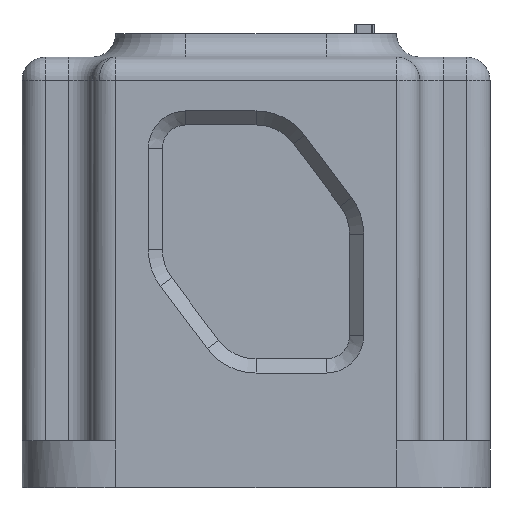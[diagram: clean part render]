
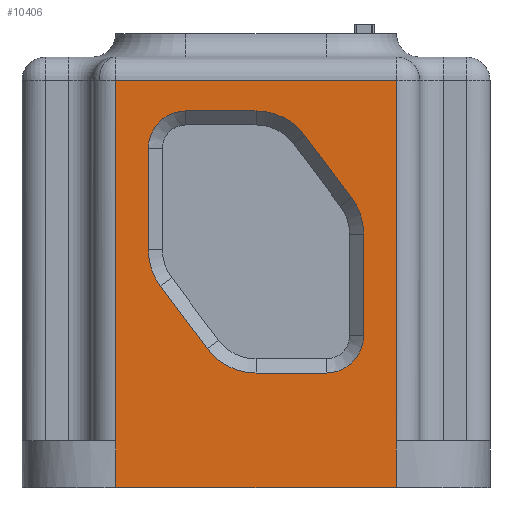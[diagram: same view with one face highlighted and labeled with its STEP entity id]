
A CAD part, left-side view. The second image highlights one B-rep face of the part: STEP entity #10406.
In plain terms, the highlighted planar face has unit normal (-1, 0, 0).
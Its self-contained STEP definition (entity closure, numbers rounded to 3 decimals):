
#80 = LINE ( 'NONE', #5219, #6133 ) ;
#155 = CARTESIAN_POINT ( 'NONE',  ( -50., -15., 17. ) ) ;
#292 = EDGE_LOOP ( 'NONE', ( #3735, #8672, #2192, #6382, #8868, #10332 ) ) ;
#328 = CARTESIAN_POINT ( 'NONE',  ( -50., 10.4, 14.2 ) ) ;
#360 = CARTESIAN_POINT ( 'NONE',  ( -50., -36.12, 78.62 ) ) ;
#459 = EDGE_CURVE ( 'NONE', #8110, #5754, #1410, .T. ) ;
#527 = CARTESIAN_POINT ( 'NONE',  ( -50., -30., 71.5 ) ) ;
#584 = LINE ( 'NONE', #2156, #4810 ) ;
#612 = CARTESIAN_POINT ( 'NONE',  ( -50., 10., 35.333 ) ) ;
#801 = CARTESIAN_POINT ( 'NONE',  ( -50., 23., 35.333 ) ) ;
#813 = DIRECTION ( 'NONE',  ( 0., 0.6, 0.8 ) ) ;
#979 = EDGE_CURVE ( 'NONE', #2333, #2174, #2330, .T. ) ;
#982 = EDGE_CURVE ( 'NONE', #2174, #11005, #9413, .T. ) ;
#1003 = EDGE_CURVE ( 'NONE', #4336, #2333, #3754, .T. ) ;
#1005 = CARTESIAN_POINT ( 'NONE',  ( -50., -30., 71.5 ) ) ;
#1056 = EDGE_CURVE ( 'NONE', #7902, #11005, #5943, .T. ) ;
#1088 = CARTESIAN_POINT ( 'NONE',  ( -50., 0., 9. ) ) ;
#1100 = CIRCLE ( 'NONE', #7677, 13. ) ;
#1118 = ORIENTED_EDGE ( 'NONE', *, *, #982, .T. ) ;
#1158 = DIRECTION ( 'NONE',  ( 0., 0., 1. ) ) ;
#1195 = ORIENTED_EDGE ( 'NONE', *, *, #4883, .F. ) ;
#1221 = VERTEX_POINT ( 'NONE', #6277 ) ;
#1303 = CARTESIAN_POINT ( 'NONE',  ( -50., 30., 11.5 ) ) ;
#1313 = CARTESIAN_POINT ( 'NONE',  ( -50., 30., -5.5 ) ) ;
#1368 = DIRECTION ( 'NONE',  ( -1., 0., 0. ) ) ;
#1405 = ORIENTED_EDGE ( 'NONE', *, *, #459, .F. ) ;
#1410 = LINE ( 'NONE', #4653, #1959 ) ;
#1571 = DIRECTION ( 'NONE',  ( 0., 0., -1. ) ) ;
#1654 = CARTESIAN_POINT ( 'NONE',  ( -50., 23., 57. ) ) ;
#1718 = EDGE_CURVE ( 'NONE', #1827, #10474, #5919, .T. ) ;
#1779 = VECTOR ( 'NONE', #3021, 1000. ) ;
#1827 = VERTEX_POINT ( 'NONE', #4480 ) ;
#1959 = VECTOR ( 'NONE', #8976, 1000. ) ;
#2156 = CARTESIAN_POINT ( 'NONE',  ( -50., 0., 9. ) ) ;
#2169 = LINE ( 'NONE', #4843, #3086 ) ;
#2174 = VERTEX_POINT ( 'NONE', #3576 ) ;
#2192 = ORIENTED_EDGE ( 'NONE', *, *, #9961, .T. ) ;
#2218 = CIRCLE ( 'NONE', #6484, 13. ) ;
#2234 = EDGE_CURVE ( 'NONE', #4849, #1827, #8634, .T. ) ;
#2277 = ORIENTED_EDGE ( 'NONE', *, *, #4204, .T. ) ;
#2330 = LINE ( 'NONE', #3848, #1779 ) ;
#2333 = VERTEX_POINT ( 'NONE', #8068 ) ;
#2416 = CIRCLE ( 'NONE', #4740, 8. ) ;
#2573 = CARTESIAN_POINT ( 'NONE',  ( -50., -15., 9. ) ) ;
#2648 = EDGE_CURVE ( 'NONE', #10474, #5269, #6543, .T. ) ;
#3021 = DIRECTION ( 'NONE',  ( 0., -1., 0. ) ) ;
#3062 = FACE_BOUND ( 'NONE', #7045, .T. ) ;
#3086 = VECTOR ( 'NONE', #10661, 1000. ) ;
#3157 = DIRECTION ( 'NONE',  ( 0., 0., -1. ) ) ;
#3300 = VERTEX_POINT ( 'NONE', #801 ) ;
#3409 = CARTESIAN_POINT ( 'NONE',  ( -50., -23., 17. ) ) ;
#3571 = AXIS2_PLACEMENT_3D ( 'NONE', #9496, #10320, #7101 ) ;
#3576 = CARTESIAN_POINT ( 'NONE',  ( -50., 0., 65. ) ) ;
#3735 = ORIENTED_EDGE ( 'NONE', *, *, #1718, .T. ) ;
#3754 = CIRCLE ( 'NONE', #9949, 8. ) ;
#3821 = VECTOR ( 'NONE', #3157, 1000. ) ;
#3848 = CARTESIAN_POINT ( 'NONE',  ( -50., -18.06, 65. ) ) ;
#3909 = DIRECTION ( 'NONE',  ( 1., 0., 0. ) ) ;
#3968 = EDGE_CURVE ( 'NONE', #1221, #8274, #7081, .T. ) ;
#3975 = VECTOR ( 'NONE', #6669, 1000. ) ;
#4059 = EDGE_CURVE ( 'NONE', #1221, #3300, #2218, .T. ) ;
#4204 = EDGE_CURVE ( 'NONE', #8110, #5483, #2416, .T. ) ;
#4336 = VERTEX_POINT ( 'NONE', #7028 ) ;
#4414 = DIRECTION ( 'NONE',  ( 0., 1., 0. ) ) ;
#4480 = CARTESIAN_POINT ( 'NONE',  ( -50., 30., 71.5 ) ) ;
#4498 = ORIENTED_EDGE ( 'NONE', *, *, #10100, .F. ) ;
#4613 = PLANE ( 'NONE',  #5385 ) ;
#4653 = CARTESIAN_POINT ( 'NONE',  ( -50., -23., 17. ) ) ;
#4740 = AXIS2_PLACEMENT_3D ( 'NONE', #155, #7619, #6855 ) ;
#4787 = EDGE_CURVE ( 'NONE', #9273, #7512, #5275, .T. ) ;
#4810 = VECTOR ( 'NONE', #7276, 1000. ) ;
#4843 = CARTESIAN_POINT ( 'NONE',  ( -50., 12., -15.5 ) ) ;
#4849 = VERTEX_POINT ( 'NONE', #527 ) ;
#4883 = EDGE_CURVE ( 'NONE', #7400, #5483, #584, .T. ) ;
#4955 = CARTESIAN_POINT ( 'NONE',  ( -50., -20.4, 46.467 ) ) ;
#5056 = LINE ( 'NONE', #1654, #3975 ) ;
#5156 = ORIENTED_EDGE ( 'NONE', *, *, #9477, .T. ) ;
#5219 = CARTESIAN_POINT ( 'NONE',  ( -50., -30., 11.5 ) ) ;
#5269 = VERTEX_POINT ( 'NONE', #6628 ) ;
#5275 = LINE ( 'NONE', #7893, #7086 ) ;
#5385 = AXIS2_PLACEMENT_3D ( 'NONE', #360, #1368, #8104 ) ;
#5483 = VERTEX_POINT ( 'NONE', #2573 ) ;
#5507 = ORIENTED_EDGE ( 'NONE', *, *, #7457, .T. ) ;
#5648 = EDGE_CURVE ( 'NONE', #7512, #4849, #80, .T. ) ;
#5731 = DIRECTION ( 'NONE',  ( 0., 1., 0. ) ) ;
#5754 = VERTEX_POINT ( 'NONE', #8815 ) ;
#5786 = DIRECTION ( 'NONE',  ( 1., 0., 0. ) ) ;
#5919 = LINE ( 'NONE', #5975, #9606 ) ;
#5943 = LINE ( 'NONE', #4955, #10650 ) ;
#5975 = CARTESIAN_POINT ( 'NONE',  ( -50., 30., 71.5 ) ) ;
#6133 = VECTOR ( 'NONE', #9498, 1000. ) ;
#6277 = CARTESIAN_POINT ( 'NONE',  ( -50., 20.4, 27.533 ) ) ;
#6382 = ORIENTED_EDGE ( 'NONE', *, *, #4787, .T. ) ;
#6410 = CIRCLE ( 'NONE', #3571, 13. ) ;
#6457 = CARTESIAN_POINT ( 'NONE',  ( -50., 15., 57. ) ) ;
#6479 = CARTESIAN_POINT ( 'NONE',  ( -50., -20.4, 46.467 ) ) ;
#6484 = AXIS2_PLACEMENT_3D ( 'NONE', #612, #5786, #5731 ) ;
#6543 = LINE ( 'NONE', #1303, #3821 ) ;
#6628 = CARTESIAN_POINT ( 'NONE',  ( -50., 30., -15.5 ) ) ;
#6655 = VECTOR ( 'NONE', #8845, 1000. ) ;
#6669 = DIRECTION ( 'NONE',  ( 0., 0., -1. ) ) ;
#6855 = DIRECTION ( 'NONE',  ( 0., 0., -1. ) ) ;
#7028 = CARTESIAN_POINT ( 'NONE',  ( -50., 23., 57. ) ) ;
#7045 = EDGE_LOOP ( 'NONE', ( #9293, #1118, #8231, #5156, #1405, #2277, #1195, #5507, #10324, #9553, #4498, #8734 ) ) ;
#7081 = LINE ( 'NONE', #9692, #6655 ) ;
#7086 = VECTOR ( 'NONE', #1158, 1000. ) ;
#7101 = DIRECTION ( 'NONE',  ( 0., 0.8, -0.6 ) ) ;
#7273 = FACE_OUTER_BOUND ( 'NONE', #292, .T. ) ;
#7276 = DIRECTION ( 'NONE',  ( 0., -1., 0. ) ) ;
#7294 = DIRECTION ( 'NONE',  ( 0., -1., 0. ) ) ;
#7337 = DIRECTION ( 'NONE',  ( 0., 0., 1. ) ) ;
#7400 = VERTEX_POINT ( 'NONE', #1088 ) ;
#7457 = EDGE_CURVE ( 'NONE', #7400, #8274, #6410, .T. ) ;
#7512 = VERTEX_POINT ( 'NONE', #10748 ) ;
#7581 = CARTESIAN_POINT ( 'NONE',  ( -50., -30., -15.5 ) ) ;
#7619 = DIRECTION ( 'NONE',  ( 1., 0., 0. ) ) ;
#7677 = AXIS2_PLACEMENT_3D ( 'NONE', #9907, #3909, #7294 ) ;
#7893 = CARTESIAN_POINT ( 'NONE',  ( -50., -30., 1.5 ) ) ;
#7902 = VERTEX_POINT ( 'NONE', #6479 ) ;
#8068 = CARTESIAN_POINT ( 'NONE',  ( -50., 15., 65. ) ) ;
#8104 = DIRECTION ( 'NONE',  ( 0., 0., 1. ) ) ;
#8110 = VERTEX_POINT ( 'NONE', #3409 ) ;
#8167 = DIRECTION ( 'NONE',  ( 1., 0., 0. ) ) ;
#8219 = DIRECTION ( 'NONE',  ( 1., 0., 0. ) ) ;
#8231 = ORIENTED_EDGE ( 'NONE', *, *, #1056, .F. ) ;
#8274 = VERTEX_POINT ( 'NONE', #328 ) ;
#8277 = DIRECTION ( 'NONE',  ( 0., -0.8, 0.6 ) ) ;
#8343 = AXIS2_PLACEMENT_3D ( 'NONE', #10765, #8219, #8277 ) ;
#8634 = LINE ( 'NONE', #1005, #8730 ) ;
#8672 = ORIENTED_EDGE ( 'NONE', *, *, #2648, .T. ) ;
#8730 = VECTOR ( 'NONE', #4414, 1000. ) ;
#8734 = ORIENTED_EDGE ( 'NONE', *, *, #1003, .T. ) ;
#8815 = CARTESIAN_POINT ( 'NONE',  ( -50., -23., 38.667 ) ) ;
#8845 = DIRECTION ( 'NONE',  ( 0., -0.6, -0.8 ) ) ;
#8868 = ORIENTED_EDGE ( 'NONE', *, *, #5648, .T. ) ;
#8976 = DIRECTION ( 'NONE',  ( 0., 0., 1. ) ) ;
#9273 = VERTEX_POINT ( 'NONE', #7581 ) ;
#9293 = ORIENTED_EDGE ( 'NONE', *, *, #979, .T. ) ;
#9413 = CIRCLE ( 'NONE', #8343, 13. ) ;
#9477 = EDGE_CURVE ( 'NONE', #7902, #5754, #1100, .T. ) ;
#9496 = CARTESIAN_POINT ( 'NONE',  ( -50., 0., 22. ) ) ;
#9498 = DIRECTION ( 'NONE',  ( 0., 0., 1. ) ) ;
#9553 = ORIENTED_EDGE ( 'NONE', *, *, #4059, .T. ) ;
#9606 = VECTOR ( 'NONE', #1571, 1000. ) ;
#9692 = CARTESIAN_POINT ( 'NONE',  ( -50., 20.4, 27.533 ) ) ;
#9907 = CARTESIAN_POINT ( 'NONE',  ( -50., -10., 38.667 ) ) ;
#9949 = AXIS2_PLACEMENT_3D ( 'NONE', #6457, #8167, #7337 ) ;
#9961 = EDGE_CURVE ( 'NONE', #5269, #9273, #2169, .T. ) ;
#10017 = CARTESIAN_POINT ( 'NONE',  ( -50., -10.4, 59.8 ) ) ;
#10100 = EDGE_CURVE ( 'NONE', #4336, #3300, #5056, .T. ) ;
#10320 = DIRECTION ( 'NONE',  ( 1., 0., 0. ) ) ;
#10324 = ORIENTED_EDGE ( 'NONE', *, *, #3968, .F. ) ;
#10332 = ORIENTED_EDGE ( 'NONE', *, *, #2234, .T. ) ;
#10406 = ADVANCED_FACE ( 'NONE', ( #3062, #7273 ), #4613, .T. ) ;
#10474 = VERTEX_POINT ( 'NONE', #1313 ) ;
#10650 = VECTOR ( 'NONE', #813, 1000. ) ;
#10661 = DIRECTION ( 'NONE',  ( 0., -1., 0. ) ) ;
#10748 = CARTESIAN_POINT ( 'NONE',  ( -50., -30., -5.5 ) ) ;
#10765 = CARTESIAN_POINT ( 'NONE',  ( -50., 0., 52. ) ) ;
#11005 = VERTEX_POINT ( 'NONE', #10017 ) ;
